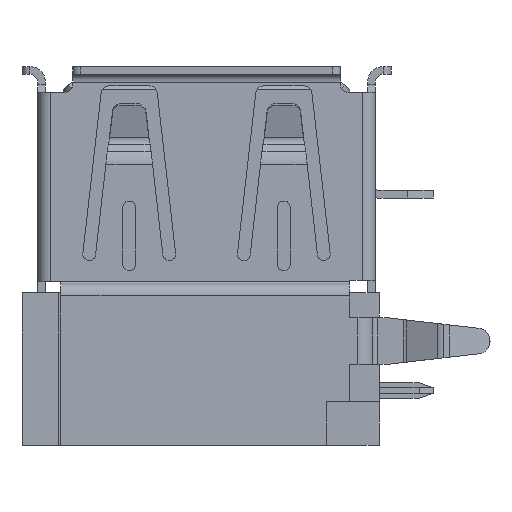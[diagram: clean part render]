
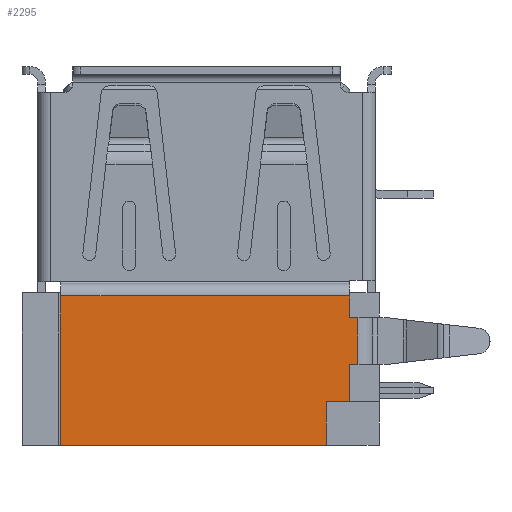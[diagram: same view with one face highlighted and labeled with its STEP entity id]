
A CAD part, left-side view. The second image highlights one B-rep face of the part: STEP entity #2295.
In plain terms, the highlighted planar face has unit normal (-1, 0, 0).
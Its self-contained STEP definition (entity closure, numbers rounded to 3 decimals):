
#21 = LINE ( 'NONE', #1021, #9131 ) ;
#567 = CARTESIAN_POINT ( 'NONE',  ( -3.46, 12.35, -8.9 ) ) ;
#599 = DIRECTION ( 'NONE',  ( 0., 0., -1. ) ) ;
#846 = LINE ( 'NONE', #11885, #1745 ) ;
#857 = EDGE_CURVE ( 'NONE', #1078, #5612, #2731, .T. ) ;
#934 = DIRECTION ( 'NONE',  ( 0., -1., 0. ) ) ;
#1007 = VERTEX_POINT ( 'NONE', #10615 ) ;
#1021 = CARTESIAN_POINT ( 'NONE',  ( -3.46, 1.15, -11.55 ) ) ;
#1078 = VERTEX_POINT ( 'NONE', #567 ) ;
#1430 = ORIENTED_EDGE ( 'NONE', *, *, #6164, .F. ) ;
#1745 = VECTOR ( 'NONE', #599, 1000. ) ;
#2091 = CARTESIAN_POINT ( 'NONE',  ( -3.46, 1.15, -9.75 ) ) ;
#2295 = ADVANCED_FACE ( 'NONE', ( #4152 ), #11691, .F. ) ;
#2669 = ORIENTED_EDGE ( 'NONE', *, *, #11645, .F. ) ;
#2693 = LINE ( 'NONE', #11337, #10219 ) ;
#2731 = LINE ( 'NONE', #8519, #3612 ) ;
#2807 = ORIENTED_EDGE ( 'NONE', *, *, #6821, .T. ) ;
#3612 = VECTOR ( 'NONE', #9399, 1000. ) ;
#3842 = LINE ( 'NONE', #3963, #6558 ) ;
#3963 = CARTESIAN_POINT ( 'NONE',  ( -3.46, 12.35, -14.7 ) ) ;
#3983 = CARTESIAN_POINT ( 'NONE',  ( -3.46, 0.825, -9.75 ) ) ;
#4152 = FACE_OUTER_BOUND ( 'NONE', #11868, .T. ) ;
#4411 = EDGE_CURVE ( 'NONE', #10467, #1078, #3842, .T. ) ;
#4635 = CARTESIAN_POINT ( 'NONE',  ( -3.46, 1.15, -8.9 ) ) ;
#4883 = DIRECTION ( 'NONE',  ( 0., 0., 1. ) ) ;
#5113 = VERTEX_POINT ( 'NONE', #8259 ) ;
#5612 = VERTEX_POINT ( 'NONE', #4635 ) ;
#5694 = VERTEX_POINT ( 'NONE', #10380 ) ;
#6013 = VERTEX_POINT ( 'NONE', #12154 ) ;
#6084 = VECTOR ( 'NONE', #6701, 1000. ) ;
#6164 = EDGE_CURVE ( 'NONE', #6013, #5694, #8564, .T. ) ;
#6317 = AXIS2_PLACEMENT_3D ( 'NONE', #9708, #7782, #9897 ) ;
#6394 = VECTOR ( 'NONE', #934, 1000. ) ;
#6558 = VECTOR ( 'NONE', #4883, 1000. ) ;
#6701 = DIRECTION ( 'NONE',  ( 0., 0., -1. ) ) ;
#6821 = EDGE_CURVE ( 'NONE', #1007, #5113, #21, .T. ) ;
#6965 = VECTOR ( 'NONE', #7742, 1000. ) ;
#7295 = EDGE_CURVE ( 'NONE', #5694, #5113, #10370, .T. ) ;
#7602 = LINE ( 'NONE', #11386, #6084 ) ;
#7742 = DIRECTION ( 'NONE',  ( 0., 0., -1. ) ) ;
#7782 = DIRECTION ( 'NONE',  ( 1., 0., 0. ) ) ;
#7783 = CARTESIAN_POINT ( 'NONE',  ( -3.46, 12.35, -14.7 ) ) ;
#7849 = CARTESIAN_POINT ( 'NONE',  ( -3.46, 1.15, -14.7 ) ) ;
#8007 = ORIENTED_EDGE ( 'NONE', *, *, #11780, .F. ) ;
#8259 = CARTESIAN_POINT ( 'NONE',  ( -3.46, 0.825, -11.55 ) ) ;
#8519 = CARTESIAN_POINT ( 'NONE',  ( -3.46, 13.25, -8.9 ) ) ;
#8564 = LINE ( 'NONE', #2091, #6394 ) ;
#8602 = EDGE_CURVE ( 'NONE', #10467, #9754, #2693, .T. ) ;
#9131 = VECTOR ( 'NONE', #11074, 1000. ) ;
#9399 = DIRECTION ( 'NONE',  ( 0., -1., 0. ) ) ;
#9708 = CARTESIAN_POINT ( 'NONE',  ( -3.46, 13.25, -8.9 ) ) ;
#9754 = VERTEX_POINT ( 'NONE', #7849 ) ;
#9897 = DIRECTION ( 'NONE',  ( 0., 0., -1. ) ) ;
#10219 = VECTOR ( 'NONE', #12068, 1000. ) ;
#10370 = LINE ( 'NONE', #3983, #6965 ) ;
#10380 = CARTESIAN_POINT ( 'NONE',  ( -3.46, 0.825, -9.75 ) ) ;
#10467 = VERTEX_POINT ( 'NONE', #7783 ) ;
#10615 = CARTESIAN_POINT ( 'NONE',  ( -3.46, 1.15, -11.55 ) ) ;
#10707 = ORIENTED_EDGE ( 'NONE', *, *, #7295, .F. ) ;
#11074 = DIRECTION ( 'NONE',  ( 0., -1., 0. ) ) ;
#11337 = CARTESIAN_POINT ( 'NONE',  ( -3.46, 13.25, -14.7 ) ) ;
#11386 = CARTESIAN_POINT ( 'NONE',  ( -3.46, 1.15, -8.3 ) ) ;
#11495 = ORIENTED_EDGE ( 'NONE', *, *, #8602, .T. ) ;
#11528 = ORIENTED_EDGE ( 'NONE', *, *, #857, .F. ) ;
#11645 = EDGE_CURVE ( 'NONE', #1007, #9754, #846, .T. ) ;
#11691 = PLANE ( 'NONE',  #6317 ) ;
#11780 = EDGE_CURVE ( 'NONE', #5612, #6013, #7602, .T. ) ;
#11825 = ORIENTED_EDGE ( 'NONE', *, *, #4411, .F. ) ;
#11868 = EDGE_LOOP ( 'NONE', ( #11825, #11495, #2669, #2807, #10707, #1430, #8007, #11528 ) ) ;
#11885 = CARTESIAN_POINT ( 'NONE',  ( -3.46, 1.15, -8.3 ) ) ;
#12068 = DIRECTION ( 'NONE',  ( 0., -1., 0. ) ) ;
#12154 = CARTESIAN_POINT ( 'NONE',  ( -3.46, 1.15, -9.75 ) ) ;
